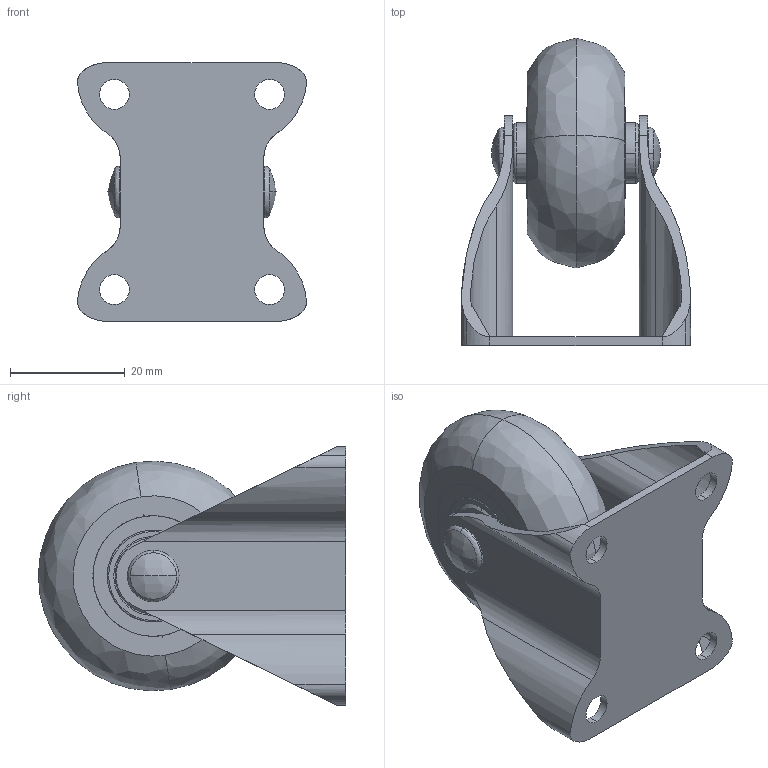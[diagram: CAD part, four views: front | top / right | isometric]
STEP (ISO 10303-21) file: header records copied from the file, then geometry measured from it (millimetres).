
FILE_DESCRIPTION (( 'STEP AP203' ), '1' );
FILE_NAME ('ACSU-40RF.STEP', '2015-11-03T01:20:55', ( 'WON SINCHUL' ), ( 'Hewlett-Packard Company' ), 'SwSTEP 2.0', 'SolidWorks 2015', '' );
FILE_SCHEMA (( 'CONFIG_CONTROL_DESIGN' ));
Length unit declared in the file: millimetre
Products named in the file (1): ACSU-40RF
Bounding box: 39.9 x 53.49 x 45 mm (x, y, z)
Volume: 23943.8 mm3; surface area: 19596.6 mm2
Topology: 10 solids, 10 shells, 318 faces, 856 edges, 566 vertices
Faces by surface type: cylinder 160, bspline 76, plane 66, cone 16
Entity records: 12018 total; most frequent: CARTESIAN_POINT 4276, ORIENTED_EDGE 1712, DIRECTION 1530, EDGE_CURVE 856, AXIS2_PLACEMENT_3D 647, VERTEX_POINT 566, CIRCLE 404, EDGE_LOOP 370
